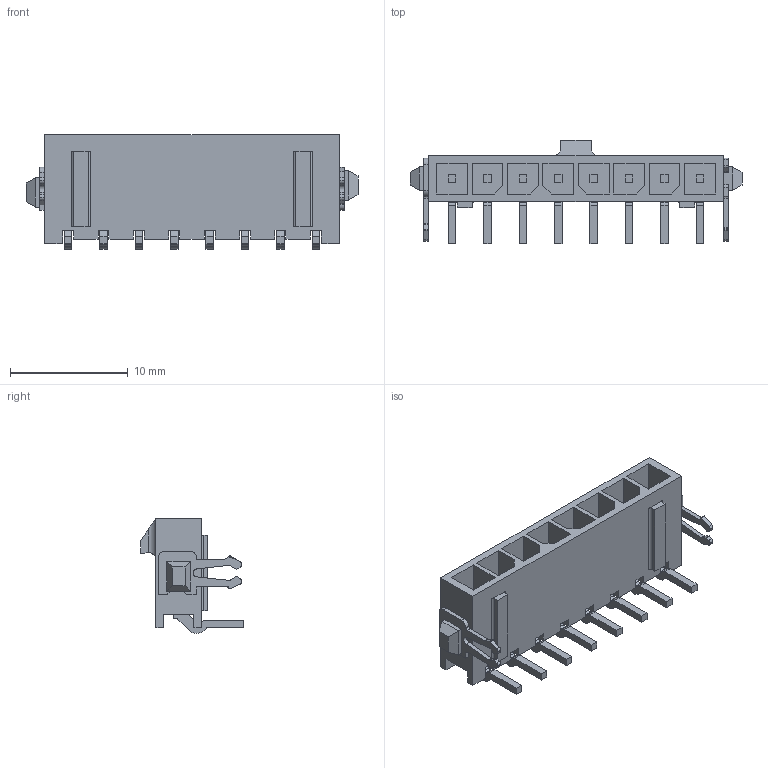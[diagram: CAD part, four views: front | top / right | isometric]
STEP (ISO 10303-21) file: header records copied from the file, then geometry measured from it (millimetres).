
FILE_DESCRIPTION(('STEP AP242'),'1');
FILE_NAME('2-1445088-8.stp','2022-05-02T05:41:37',('TraceParts'),('TraceParts S.A.'),'Spatial InterOp 3D',' ',' ');
FILE_SCHEMA(('AP242_MANAGED_MODEL_BASED_3D_ENGINEERING_MIM_LF {1 0 10303 442 1 1 4}'));
Length unit declared in the file: millimetre
Products named in the file (1): 2-1445088-8
Bounding box: 28.14 x 8.72 x 9.73 mm (x, y, z)
Volume: 533.9 mm3; surface area: 1596.4 mm2
Topology: 1 solids, 1 shells, 468 faces, 1296 edges, 858 vertices
Faces by surface type: plane 353, cylinder 115
Entity records: 14869 total; most frequent: CARTESIAN_POINT 2663, ORIENTED_EDGE 2592, DIRECTION 2456, EDGE_CURVE 1296, LINE 1066, VECTOR 1066, VERTEX_POINT 858, AXIS2_PLACEMENT_3D 695
